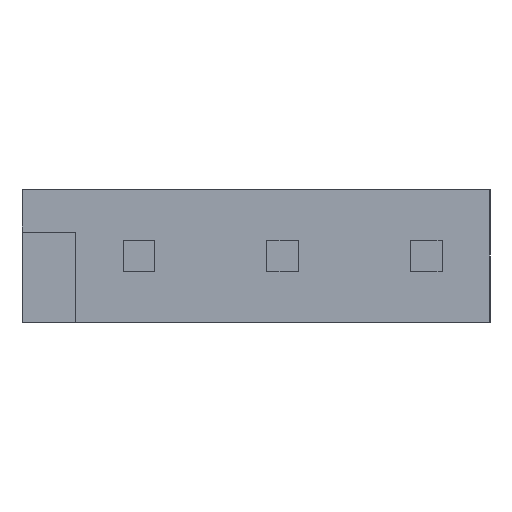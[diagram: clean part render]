
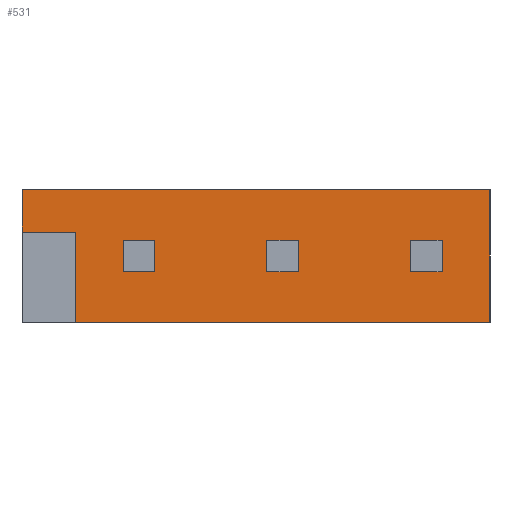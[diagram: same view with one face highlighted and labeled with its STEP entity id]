
A CAD part, left-side view. The second image highlights one B-rep face of the part: STEP entity #531.
In plain terms, the highlighted planar face has unit normal (-1, 0, 0).
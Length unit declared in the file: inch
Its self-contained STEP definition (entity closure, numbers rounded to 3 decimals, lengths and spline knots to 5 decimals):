
#29=FACE_BOUND('',#83,.T.);
#30=FACE_BOUND('',#84,.T.);
#31=FACE_BOUND('',#85,.T.);
#52=FACE_OUTER_BOUND('',#82,.T.);
#82=EDGE_LOOP('',(#363,#364,#365,#366,#367,#368));
#83=EDGE_LOOP('',(#369,#370,#371,#372));
#84=EDGE_LOOP('',(#373,#374,#375,#376));
#85=EDGE_LOOP('',(#377,#378,#379,#380));
#118=LINE('',#774,#178);
#121=LINE('',#781,#181);
#122=LINE('',#783,#182);
#123=LINE('',#785,#183);
#124=LINE('',#787,#184);
#125=LINE('',#789,#185);
#126=LINE('',#790,#186);
#127=LINE('',#793,#187);
#128=LINE('',#795,#188);
#129=LINE('',#797,#189);
#130=LINE('',#798,#190);
#131=LINE('',#801,#191);
#132=LINE('',#803,#192);
#133=LINE('',#805,#193);
#134=LINE('',#806,#194);
#135=LINE('',#808,#195);
#136=LINE('',#810,#196);
#137=LINE('',#811,#197);
#178=VECTOR('',#627,0.02362);
#181=VECTOR('',#632,0.03937);
#182=VECTOR('',#633,0.06693);
#183=VECTOR('',#634,0.30709);
#184=VECTOR('',#635,0.09843);
#185=VECTOR('',#636,0.34646);
#186=VECTOR('',#637,0.0315);
#187=VECTOR('',#638,0.02362);
#188=VECTOR('',#639,0.02362);
#189=VECTOR('',#640,0.02362);
#190=VECTOR('',#641,0.02362);
#191=VECTOR('',#642,0.02362);
#192=VECTOR('',#643,0.02362);
#193=VECTOR('',#644,0.02362);
#194=VECTOR('',#645,0.02362);
#195=VECTOR('',#646,0.02362);
#196=VECTOR('',#647,0.02362);
#197=VECTOR('',#648,0.02362);
#238=VERTEX_POINT('',#771);
#239=VERTEX_POINT('',#773);
#241=VERTEX_POINT('',#779);
#242=VERTEX_POINT('',#780);
#243=VERTEX_POINT('',#782);
#244=VERTEX_POINT('',#784);
#245=VERTEX_POINT('',#786);
#246=VERTEX_POINT('',#788);
#247=VERTEX_POINT('',#791);
#248=VERTEX_POINT('',#792);
#249=VERTEX_POINT('',#794);
#250=VERTEX_POINT('',#796);
#251=VERTEX_POINT('',#799);
#252=VERTEX_POINT('',#800);
#253=VERTEX_POINT('',#802);
#254=VERTEX_POINT('',#804);
#255=VERTEX_POINT('',#807);
#256=VERTEX_POINT('',#809);
#288=EDGE_CURVE('',#239,#238,#118,.T.);
#291=EDGE_CURVE('',#241,#242,#121,.T.);
#292=EDGE_CURVE('',#243,#241,#122,.T.);
#293=EDGE_CURVE('',#243,#244,#123,.T.);
#294=EDGE_CURVE('',#244,#245,#124,.T.);
#295=EDGE_CURVE('',#246,#245,#125,.T.);
#296=EDGE_CURVE('',#246,#242,#126,.T.);
#297=EDGE_CURVE('',#247,#248,#127,.T.);
#298=EDGE_CURVE('',#247,#249,#128,.T.);
#299=EDGE_CURVE('',#250,#249,#129,.T.);
#300=EDGE_CURVE('',#248,#250,#130,.T.);
#301=EDGE_CURVE('',#251,#252,#131,.T.);
#302=EDGE_CURVE('',#251,#253,#132,.T.);
#303=EDGE_CURVE('',#254,#253,#133,.T.);
#304=EDGE_CURVE('',#252,#254,#134,.T.);
#305=EDGE_CURVE('',#239,#255,#135,.T.);
#306=EDGE_CURVE('',#256,#238,#136,.T.);
#307=EDGE_CURVE('',#255,#256,#137,.T.);
#363=ORIENTED_EDGE('',*,*,#291,.F.);
#364=ORIENTED_EDGE('',*,*,#292,.F.);
#365=ORIENTED_EDGE('',*,*,#293,.T.);
#366=ORIENTED_EDGE('',*,*,#294,.T.);
#367=ORIENTED_EDGE('',*,*,#295,.F.);
#368=ORIENTED_EDGE('',*,*,#296,.T.);
#369=ORIENTED_EDGE('',*,*,#297,.F.);
#370=ORIENTED_EDGE('',*,*,#298,.T.);
#371=ORIENTED_EDGE('',*,*,#299,.F.);
#372=ORIENTED_EDGE('',*,*,#300,.F.);
#373=ORIENTED_EDGE('',*,*,#301,.F.);
#374=ORIENTED_EDGE('',*,*,#302,.T.);
#375=ORIENTED_EDGE('',*,*,#303,.F.);
#376=ORIENTED_EDGE('',*,*,#304,.F.);
#377=ORIENTED_EDGE('',*,*,#305,.F.);
#378=ORIENTED_EDGE('',*,*,#288,.T.);
#379=ORIENTED_EDGE('',*,*,#306,.F.);
#380=ORIENTED_EDGE('',*,*,#307,.F.);
#504=PLANE('',#581);
#531=ADVANCED_FACE('',(#52,#29,#30,#31),#504,.T.);
#581=AXIS2_PLACEMENT_3D('',#778,#630,#631);
#627=DIRECTION('',(0.,0.,-1.));
#630=DIRECTION('center_axis',(-1.,0.,0.));
#631=DIRECTION('ref_axis',(0.,0.,1.));
#632=DIRECTION('',(0.,1.,0.));
#633=DIRECTION('',(0.,0.,1.));
#634=DIRECTION('',(0.,-1.,0.));
#635=DIRECTION('',(0.,0.,1.));
#636=DIRECTION('',(0.,-1.,0.));
#637=DIRECTION('',(0.,0.,-1.));
#638=DIRECTION('',(0.,0.,1.));
#639=DIRECTION('',(0.,1.,0.));
#640=DIRECTION('',(0.,0.,-1.));
#641=DIRECTION('',(0.,1.,0.));
#642=DIRECTION('',(0.,0.,1.));
#643=DIRECTION('',(0.,1.,0.));
#644=DIRECTION('',(0.,0.,-1.));
#645=DIRECTION('',(0.,1.,0.));
#646=DIRECTION('',(0.,1.,0.));
#647=DIRECTION('',(0.,-1.,0.));
#648=DIRECTION('',(0.,0.,-1.));
#771=CARTESIAN_POINT('',(-0.27559,-0.11811,-0.01181));
#773=CARTESIAN_POINT('',(-0.27559,-0.11811,0.01181));
#774=CARTESIAN_POINT('',(-0.27559,-0.11811,0.01181));
#778=CARTESIAN_POINT('Origin',(-0.27559,0.15354,-0.04921));
#779=CARTESIAN_POINT('',(-0.27559,0.15354,0.01772));
#780=CARTESIAN_POINT('',(-0.27559,0.19291,0.01772));
#781=CARTESIAN_POINT('',(-0.27559,0.15354,0.01772));
#782=CARTESIAN_POINT('',(-0.27559,0.15354,-0.04921));
#783=CARTESIAN_POINT('',(-0.27559,0.15354,-0.04921));
#784=CARTESIAN_POINT('',(-0.27559,-0.15354,-0.04921));
#785=CARTESIAN_POINT('',(-0.27559,0.15354,-0.04921));
#786=CARTESIAN_POINT('',(-0.27559,-0.15354,0.04921));
#787=CARTESIAN_POINT('',(-0.27559,-0.15354,-0.04921));
#788=CARTESIAN_POINT('',(-0.27559,0.19291,0.04921));
#789=CARTESIAN_POINT('',(-0.27559,0.19291,0.04921));
#790=CARTESIAN_POINT('',(-0.27559,0.19291,0.04921));
#791=CARTESIAN_POINT('',(-0.27559,-0.01181,-0.01181));
#792=CARTESIAN_POINT('',(-0.27559,-0.01181,0.01181));
#793=CARTESIAN_POINT('',(-0.27559,-0.01181,-0.01181));
#794=CARTESIAN_POINT('',(-0.27559,0.01181,-0.01181));
#795=CARTESIAN_POINT('',(-0.27559,-0.01181,-0.01181));
#796=CARTESIAN_POINT('',(-0.27559,0.01181,0.01181));
#797=CARTESIAN_POINT('',(-0.27559,0.01181,0.01181));
#798=CARTESIAN_POINT('',(-0.27559,-0.01181,0.01181));
#799=CARTESIAN_POINT('',(-0.27559,0.09449,-0.01181));
#800=CARTESIAN_POINT('',(-0.27559,0.09449,0.01181));
#801=CARTESIAN_POINT('',(-0.27559,0.09449,-0.01181));
#802=CARTESIAN_POINT('',(-0.27559,0.11811,-0.01181));
#803=CARTESIAN_POINT('',(-0.27559,0.09449,-0.01181));
#804=CARTESIAN_POINT('',(-0.27559,0.11811,0.01181));
#805=CARTESIAN_POINT('',(-0.27559,0.11811,0.01181));
#806=CARTESIAN_POINT('',(-0.27559,0.09449,0.01181));
#807=CARTESIAN_POINT('',(-0.27559,-0.09449,0.01181));
#808=CARTESIAN_POINT('',(-0.27559,-0.11811,0.01181));
#809=CARTESIAN_POINT('',(-0.27559,-0.09449,-0.01181));
#810=CARTESIAN_POINT('',(-0.27559,-0.09449,-0.01181));
#811=CARTESIAN_POINT('',(-0.27559,-0.09449,0.01181));
